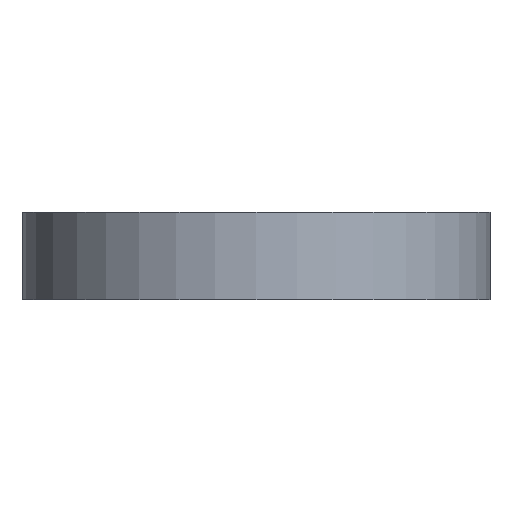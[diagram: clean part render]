
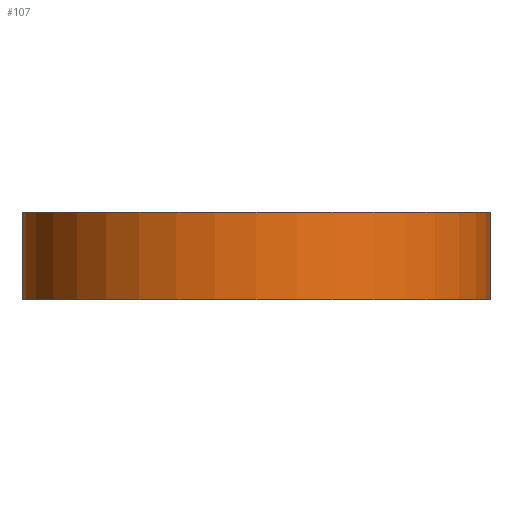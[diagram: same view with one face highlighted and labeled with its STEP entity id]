
A CAD part, front view. The second image highlights one B-rep face of the part: STEP entity #107.
In plain terms, the highlighted cylindrical face has radius 8 mm (diameter 16 mm), a partial arc.
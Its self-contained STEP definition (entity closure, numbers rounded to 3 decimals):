
#10 = ORIENTED_EDGE ( 'NONE', *, *, #42, .T. ) ;
#20 = AXIS2_PLACEMENT_3D ( 'NONE', #225, #284, #122 ) ;
#24 = VERTEX_POINT ( 'NONE', #209 ) ;
#26 = CARTESIAN_POINT ( 'NONE',  ( -8., 0., 0. ) ) ;
#40 = CARTESIAN_POINT ( 'NONE',  ( -8., 0., 3. ) ) ;
#42 = EDGE_CURVE ( 'NONE', #255, #24, #256, .T. ) ;
#65 = ORIENTED_EDGE ( 'NONE', *, *, #276, .F. ) ;
#77 = DIRECTION ( 'NONE',  ( 1., 0., 0. ) ) ;
#82 = CARTESIAN_POINT ( 'NONE',  ( 0., 0., 3. ) ) ;
#87 = DIRECTION ( 'NONE',  ( 0., 0., 1. ) ) ;
#91 = VECTOR ( 'NONE', #300, 1000. ) ;
#103 = VECTOR ( 'NONE', #171, 1000. ) ;
#107 = ADVANCED_FACE ( 'NONE', ( #144 ), #129, .T. ) ;
#120 = DIRECTION ( 'NONE',  ( 1., 0., 0. ) ) ;
#121 = ORIENTED_EDGE ( 'NONE', *, *, #196, .F. ) ;
#122 = DIRECTION ( 'NONE',  ( -1., 0., 0. ) ) ;
#129 = CYLINDRICAL_SURFACE ( 'NONE', #20, 8. ) ;
#131 = CARTESIAN_POINT ( 'NONE',  ( 0., 0., 0. ) ) ;
#144 = FACE_OUTER_BOUND ( 'NONE', #245, .T. ) ;
#170 = AXIS2_PLACEMENT_3D ( 'NONE', #82, #87, #120 ) ;
#171 = DIRECTION ( 'NONE',  ( 0., 0., -1. ) ) ;
#179 = VERTEX_POINT ( 'NONE', #258 ) ;
#184 = CIRCLE ( 'NONE', #170, 8. ) ;
#196 = EDGE_CURVE ( 'NONE', #205, #179, #184, .T. ) ;
#205 = VERTEX_POINT ( 'NONE', #220 ) ;
#209 = CARTESIAN_POINT ( 'NONE',  ( 8., 0., 0. ) ) ;
#220 = CARTESIAN_POINT ( 'NONE',  ( -8., 0., 3. ) ) ;
#222 = AXIS2_PLACEMENT_3D ( 'NONE', #131, #278, #77 ) ;
#225 = CARTESIAN_POINT ( 'NONE',  ( 0., 0., 3. ) ) ;
#245 = EDGE_LOOP ( 'NONE', ( #10, #65, #121, #295 ) ) ;
#246 = EDGE_CURVE ( 'NONE', #205, #255, #261, .T. ) ;
#255 = VERTEX_POINT ( 'NONE', #26 ) ;
#256 = CIRCLE ( 'NONE', #222, 8. ) ;
#258 = CARTESIAN_POINT ( 'NONE',  ( 8., 0., 3. ) ) ;
#261 = LINE ( 'NONE', #40, #91 ) ;
#276 = EDGE_CURVE ( 'NONE', #179, #24, #281, .T. ) ;
#278 = DIRECTION ( 'NONE',  ( 0., 0., 1. ) ) ;
#281 = LINE ( 'NONE', #305, #103 ) ;
#284 = DIRECTION ( 'NONE',  ( 0., 0., -1. ) ) ;
#295 = ORIENTED_EDGE ( 'NONE', *, *, #246, .T. ) ;
#300 = DIRECTION ( 'NONE',  ( 0., 0., -1. ) ) ;
#305 = CARTESIAN_POINT ( 'NONE',  ( 8., 0., 3. ) ) ;
